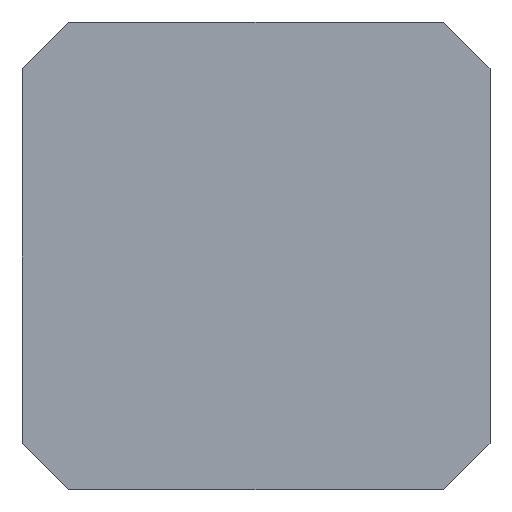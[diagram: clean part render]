
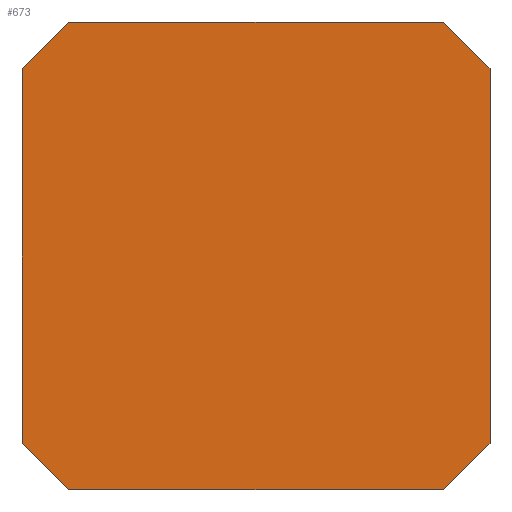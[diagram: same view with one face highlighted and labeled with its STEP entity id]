
A CAD part, front view. The second image highlights one B-rep face of the part: STEP entity #673.
In plain terms, the highlighted planar face has unit normal (0, -1, 0).
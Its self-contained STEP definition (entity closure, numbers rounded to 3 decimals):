
#8 = EDGE_CURVE ( 'NONE', #17, #444, #416, .T. ) ;
#17 = VERTEX_POINT ( 'NONE', #532 ) ;
#26 = EDGE_LOOP ( 'NONE', ( #625, #1021, #298, #1083, #799, #1029, #1428, #689 ) ) ;
#43 = CARTESIAN_POINT ( 'NONE',  ( 0., -50., 0. ) ) ;
#52 = LINE ( 'NONE', #501, #550 ) ;
#55 = VECTOR ( 'NONE', #507, 1000. ) ;
#81 = CARTESIAN_POINT ( 'NONE',  ( 42., -50., -4.2 ) ) ;
#90 = EDGE_CURVE ( 'NONE', #17, #982, #409, .T. ) ;
#98 = LINE ( 'NONE', #528, #623 ) ;
#141 = DIRECTION ( 'NONE',  ( 0., 0., -1. ) ) ;
#166 = EDGE_CURVE ( 'NONE', #952, #982, #52, .T. ) ;
#220 = AXIS2_PLACEMENT_3D ( 'NONE', #358, #1254, #141 ) ;
#256 = VECTOR ( 'NONE', #539, 1000. ) ;
#285 = DIRECTION ( 'NONE',  ( 0.707, 0., -0.707 ) ) ;
#286 = VERTEX_POINT ( 'NONE', #1179 ) ;
#298 = ORIENTED_EDGE ( 'NONE', *, *, #1198, .T. ) ;
#320 = EDGE_CURVE ( 'NONE', #952, #286, #391, .T. ) ;
#321 = DIRECTION ( 'NONE',  ( -0.707, 0., 0.707 ) ) ;
#323 = LINE ( 'NONE', #674, #1194 ) ;
#358 = CARTESIAN_POINT ( 'NONE',  ( 0., -50., 0. ) ) ;
#391 = LINE ( 'NONE', #722, #55 ) ;
#409 = LINE ( 'NONE', #850, #1284 ) ;
#416 = LINE ( 'NONE', #423, #256 ) ;
#418 = VERTEX_POINT ( 'NONE', #544 ) ;
#423 = CARTESIAN_POINT ( 'NONE',  ( 0., -50., 0. ) ) ;
#429 = VECTOR ( 'NONE', #814, 1000. ) ;
#437 = DIRECTION ( 'NONE',  ( 0., 0., -1. ) ) ;
#444 = VERTEX_POINT ( 'NONE', #1200 ) ;
#466 = FACE_OUTER_BOUND ( 'NONE', #26, .T. ) ;
#469 = VERTEX_POINT ( 'NONE', #1444 ) ;
#481 = LINE ( 'NONE', #43, #429 ) ;
#501 = CARTESIAN_POINT ( 'NONE',  ( 0., -50., -42. ) ) ;
#507 = DIRECTION ( 'NONE',  ( 0.707, 0., 0.707 ) ) ;
#528 = CARTESIAN_POINT ( 'NONE',  ( 37.8, -50., 0. ) ) ;
#532 = CARTESIAN_POINT ( 'NONE',  ( 0., -50., -37.8 ) ) ;
#539 = DIRECTION ( 'NONE',  ( 0., 0., 1. ) ) ;
#544 = CARTESIAN_POINT ( 'NONE',  ( 4.2, -50., 0. ) ) ;
#550 = VECTOR ( 'NONE', #942, 1000. ) ;
#571 = EDGE_CURVE ( 'NONE', #1305, #286, #323, .T. ) ;
#607 = EDGE_CURVE ( 'NONE', #418, #469, #481, .T. ) ;
#623 = VECTOR ( 'NONE', #321, 1000. ) ;
#625 = ORIENTED_EDGE ( 'NONE', *, *, #320, .T. ) ;
#663 = DIRECTION ( 'NONE',  ( -0.707, 0., -0.707 ) ) ;
#673 = ADVANCED_FACE ( 'NONE', ( #466 ), #823, .T. ) ;
#674 = CARTESIAN_POINT ( 'NONE',  ( 42., -50., 0. ) ) ;
#689 = ORIENTED_EDGE ( 'NONE', *, *, #166, .F. ) ;
#722 = CARTESIAN_POINT ( 'NONE',  ( 37.8, -50., -42. ) ) ;
#736 = CARTESIAN_POINT ( 'NONE',  ( 37.8, -50., -42. ) ) ;
#757 = CARTESIAN_POINT ( 'NONE',  ( 0., -50., -4.2 ) ) ;
#799 = ORIENTED_EDGE ( 'NONE', *, *, #1012, .T. ) ;
#814 = DIRECTION ( 'NONE',  ( 1., 0., 0. ) ) ;
#823 = PLANE ( 'NONE',  #220 ) ;
#850 = CARTESIAN_POINT ( 'NONE',  ( 4.2, -50., -42. ) ) ;
#942 = DIRECTION ( 'NONE',  ( -1., 0., 0. ) ) ;
#952 = VERTEX_POINT ( 'NONE', #736 ) ;
#982 = VERTEX_POINT ( 'NONE', #1096 ) ;
#1012 = EDGE_CURVE ( 'NONE', #418, #444, #1105, .T. ) ;
#1021 = ORIENTED_EDGE ( 'NONE', *, *, #571, .F. ) ;
#1029 = ORIENTED_EDGE ( 'NONE', *, *, #8, .F. ) ;
#1083 = ORIENTED_EDGE ( 'NONE', *, *, #607, .F. ) ;
#1096 = CARTESIAN_POINT ( 'NONE',  ( 4.2, -50., -42. ) ) ;
#1105 = LINE ( 'NONE', #757, #1313 ) ;
#1179 = CARTESIAN_POINT ( 'NONE',  ( 42., -50., -37.8 ) ) ;
#1194 = VECTOR ( 'NONE', #437, 1000. ) ;
#1198 = EDGE_CURVE ( 'NONE', #1305, #469, #98, .T. ) ;
#1200 = CARTESIAN_POINT ( 'NONE',  ( 0., -50., -4.2 ) ) ;
#1254 = DIRECTION ( 'NONE',  ( 0., -1., 0. ) ) ;
#1284 = VECTOR ( 'NONE', #285, 1000. ) ;
#1305 = VERTEX_POINT ( 'NONE', #81 ) ;
#1313 = VECTOR ( 'NONE', #663, 1000. ) ;
#1428 = ORIENTED_EDGE ( 'NONE', *, *, #90, .T. ) ;
#1444 = CARTESIAN_POINT ( 'NONE',  ( 37.8, -50., 0. ) ) ;
